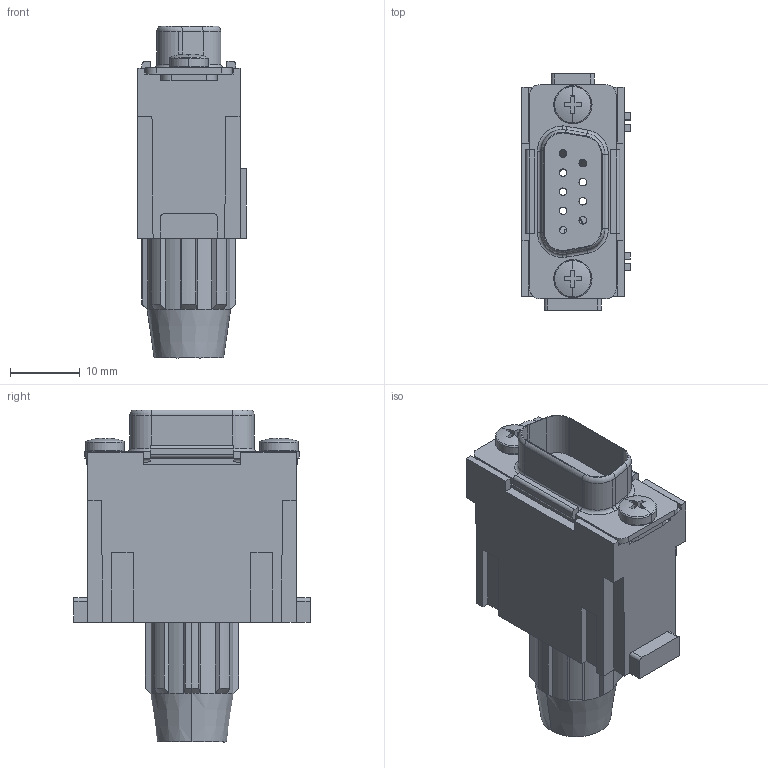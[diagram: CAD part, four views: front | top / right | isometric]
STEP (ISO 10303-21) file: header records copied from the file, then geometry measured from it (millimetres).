
FILE_DESCRIPTION(('CoCreate Modeling STEP Export'),'2;1');
FILE_NAME('CX 01 9VM.stp','2010-02-15T 9:31:04',(''),(''),'CoCreate Modeling STEP processor for AP214 (Solid Model)','CoCreate Modeling 16.00A 16-Aug-2008 (C) Parametric Technology GmbH','');
FILE_SCHEMA(('AUTOMOTIVE_DESIGN { 1 0 10303 214 1 1 1 1 }'));
Length unit declared in the file: millimetre
Products named in the file (2): CX_01_9VM
Assembly tree (1 placements, depth 2):
  CX_01_9VM
    CX_01_9VM
Bounding box: 15.6 x 34 x 47.7 mm (x, y, z)
Volume: 7869.7 mm3; surface area: 10351.5 mm2
Topology: 1 solids, 3 shells, 695 faces, 1888 edges, 1187 vertices
Faces by surface type: plane 360, cylinder 222, torus 38, cone 34, sphere 32, extrusion 9
Entity records: 26682 total; most frequent: CARTESIAN_POINT 5073, ORIENTED_EDGE 3740, DIRECTION 3197, EDGE_CURVE 1870, VERTEX_POINT 1187, VECTOR 1091, LINE 1082, AXIS2_PLACEMENT_3D 1053
